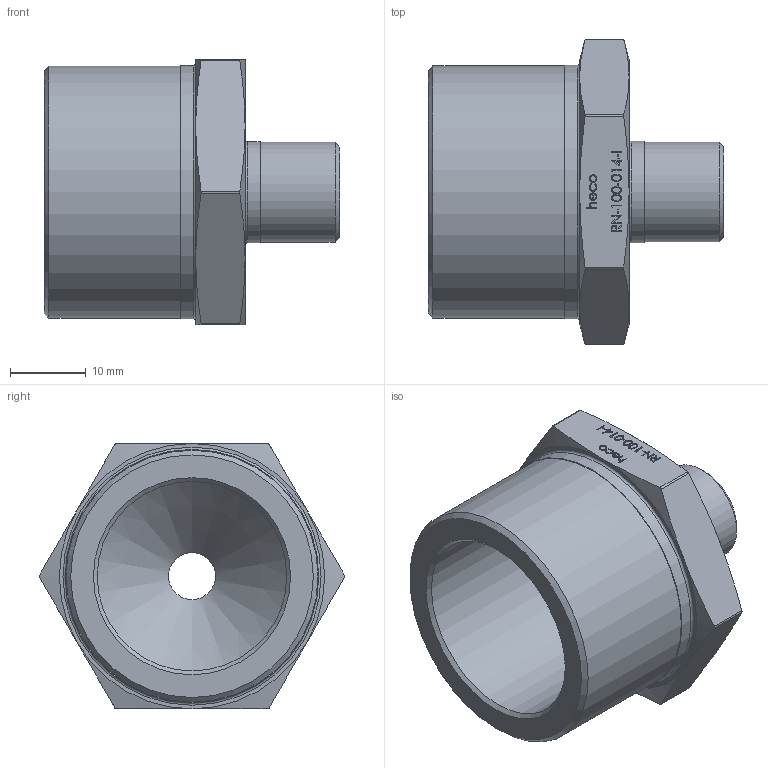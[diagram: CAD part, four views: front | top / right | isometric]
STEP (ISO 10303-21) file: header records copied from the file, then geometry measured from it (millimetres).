
FILE_DESCRIPTION (( 'STEP AP214' ), '1' );
FILE_NAME ('heco_RN-100-014-I.STEP', '2016-07-04T11:48:31', ( '' ), ( '' ), 'SwSTEP 2.0', 'SolidWorks 2011', '' );
FILE_SCHEMA (( 'AUTOMOTIVE_DESIGN' ));
Length unit declared in the file: millimetre
Products named in the file (1): heco_RN-100-014-I
Bounding box: 39 x 40.32 x 35.05 mm (x, y, z)
Volume: 14455.4 mm3; surface area: 7168.9 mm2
Topology: 1 solids, 1 shells, 208 faces, 519 edges, 340 vertices
Faces by surface type: plane 110, bspline 67, cone 17, cylinder 12, torus 2
Full cylindrical faces by diameter (mm): 6.2 x1, 13.157 x1, 13.357 x1, 25 x1, 33.249 x1, 33.449 x1
Entity records: 11943 total; most frequent: CARTESIAN_POINT 5786, ORIENTED_EDGE 1008, DIRECTION 648, EDGE_CURVE 504, VERTEX_POINT 338, LINE 304, VECTOR 304, EDGE_LOOP 250
